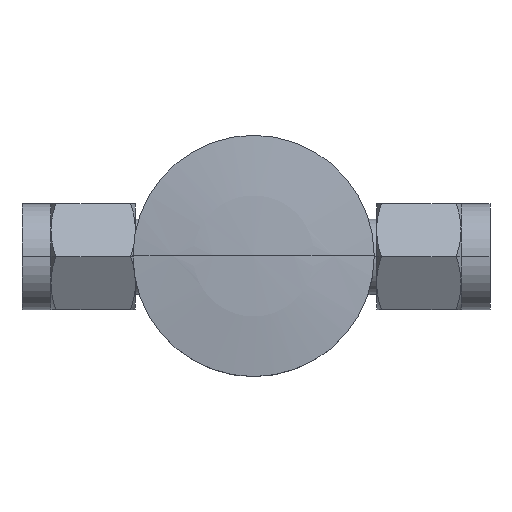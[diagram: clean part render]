
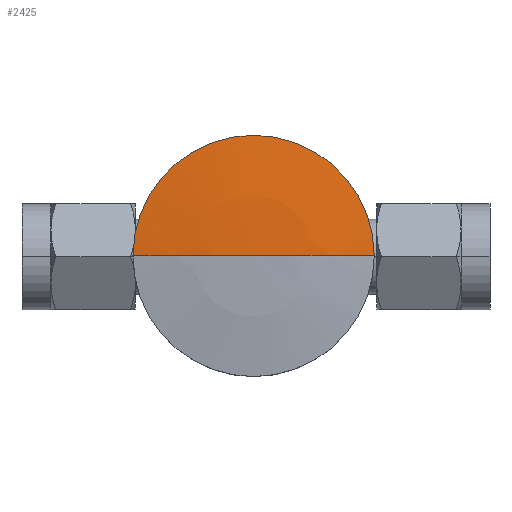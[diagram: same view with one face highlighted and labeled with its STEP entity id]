
A CAD part, top view. The second image highlights one B-rep face of the part: STEP entity #2425.
In plain terms, the highlighted spherical face has radius 96.52 mm.
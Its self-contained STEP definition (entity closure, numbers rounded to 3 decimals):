
#2391=CARTESIAN_POINT('POINT143',(0.,
   0.,53.594));
#2392=VERTEX_POINT('VERTEX143',#2391);
#2393=CARTESIAN_POINT('POINT144',(-12.7,0.,
   52.755));
#2394=VERTEX_POINT('VERTEX144',#2393);
#2395=CARTESIAN_POINT('POS193',(0.,
   0.,-42.926));
#2396=DIRECTION('DIR285',(0.,-1.,0.));
#2397=DIRECTION('DIR286',(0.,0.,1.));
#2398=AXIS2_PLACEMENT_3D('AXIS93',#2395,#2396,#2397);
#2399=CIRCLE('ELLIPSE32',#2398,96.52);
#2400=EDGE_CURVE('EDGE235',#2392,#2394,#2399,.T.);
#2401=ORIENTED_EDGE('COEDGE467',*,*,#2400,.F.);
#2402=CARTESIAN_POINT('POINT145',(12.7,0.,
   52.755));
#2403=VERTEX_POINT('VERTEX145',#2402);
#2404=CARTESIAN_POINT('POS194',(0.,
   0.,-42.926));
#2405=DIRECTION('DIR287',(0.,-1.,0.));
#2406=DIRECTION('DIR288',(0.,0.,1.));
#2407=AXIS2_PLACEMENT_3D('AXIS94',#2404,#2405,#2406);
#2408=CIRCLE('ELLIPSE33',#2407,96.52);
#2409=EDGE_CURVE('EDGE236',#2403,#2392,#2408,.T.);
#2410=ORIENTED_EDGE('COEDGE468',*,*,#2409,.F.);
#2411=CARTESIAN_POINT('POS195',(0.,0.,52.755)
   );
#2412=DIRECTION('DIR289',(0.,0.,-1.));
#2413=DIRECTION('DIR290',(1.,0.,0.));
#2414=AXIS2_PLACEMENT_3D('AXIS95',#2411,#2412,#2413);
#2415=CIRCLE('ELLIPSE34',#2414,12.7);
#2416=EDGE_CURVE('EDGE237',#2394,#2403,#2415,.T.);
#2417=ORIENTED_EDGE('COEDGE469',*,*,#2416,.F.);
#2418=EDGE_LOOP('NONE',(#2401,#2410,#2417));
#2419=FACE_BOUND('LOOP1',#2418,.T.);
#2420=CARTESIAN_POINT('POS196',(0.,
   0.,-42.926));
#2421=DIRECTION('DIR291',(0.,0.,1.));
#2422=DIRECTION('DIR292',(1.,0.,0.));
#2423=AXIS2_PLACEMENT_3D('AXIS96',#2420,#2421,#2422);
#2424=SPHERICAL_SURFACE('SPHERE_SURF1',#2423,96.52);
#2425=ADVANCED_FACE('FACE109',(#2419),#2424,.T.);
